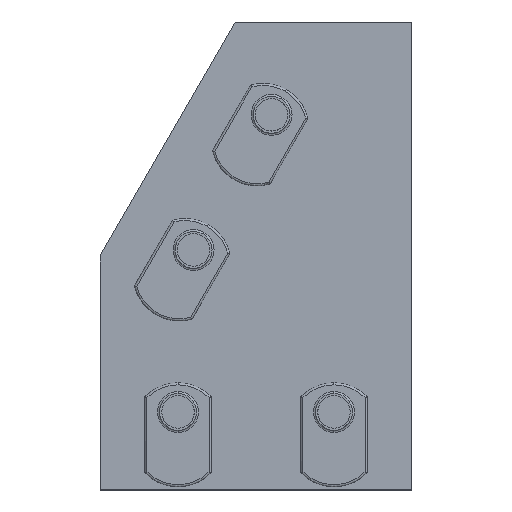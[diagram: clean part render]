
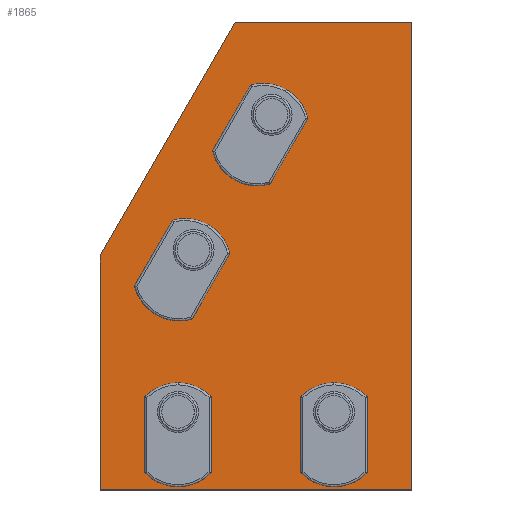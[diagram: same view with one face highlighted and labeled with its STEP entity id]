
A CAD part, top view. The second image highlights one B-rep face of the part: STEP entity #1865.
In plain terms, the highlighted planar face has unit normal (0, 0, 1).
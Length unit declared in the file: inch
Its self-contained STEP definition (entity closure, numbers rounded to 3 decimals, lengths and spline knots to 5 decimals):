
#25 = EDGE_CURVE ( 'NONE', #1984, #66, #290, .T. ) ;
#28 = VERTEX_POINT ( 'NONE', #310 ) ;
#32 = ORIENTED_EDGE ( 'NONE', *, *, #88, .F. ) ;
#33 = EDGE_CURVE ( 'NONE', #85, #28, #380, .T. ) ;
#53 = ORIENTED_EDGE ( 'NONE', *, *, #1710, .T. ) ;
#64 = EDGE_CURVE ( 'NONE', #76, #831, #698, .T. ) ;
#66 = VERTEX_POINT ( 'NONE', #704 ) ;
#76 = VERTEX_POINT ( 'NONE', #768 ) ;
#80 = ORIENTED_EDGE ( 'NONE', *, *, #64, .F. ) ;
#85 = VERTEX_POINT ( 'NONE', #842 ) ;
#88 = EDGE_CURVE ( 'NONE', #831, #76, #887, .T. ) ;
#91 = EDGE_CURVE ( 'NONE', #1903, #1952, #908, .T. ) ;
#95 = EDGE_LOOP ( 'NONE', ( #80, #32 ) ) ;
#98 = ORIENTED_EDGE ( 'NONE', *, *, #91, .F. ) ;
#119 = CARTESIAN_POINT ( 'NONE',  ( 0., 2.25, 0.25 ) ) ;
#168 = CARTESIAN_POINT ( 'NONE',  ( 0.736, 2.308, 0.25 ) ) ;
#192 = CARTESIAN_POINT ( 'NONE',  ( 2.086, 0.75, 0.25 ) ) ;
#203 = ORIENTED_EDGE ( 'NONE', *, *, #1923, .F. ) ;
#263 = CARTESIAN_POINT ( 'NONE',  ( 1.814, 3.60704, 0.25 ) ) ;
#275 = CIRCLE ( 'NONE', #276, 0.164 ) ;
#276 = AXIS2_PLACEMENT_3D ( 'NONE', #277, #278, #279 ) ;
#277 = CARTESIAN_POINT ( 'NONE',  ( 1.65, 3.60704, 0.25 ) ) ;
#278 = DIRECTION ( 'NONE',  ( 0., 0., 1. ) ) ;
#279 = DIRECTION ( 'NONE',  ( 1., 0., 0. ) ) ;
#290 = LINE ( 'NONE', #291, #292 ) ;
#291 = CARTESIAN_POINT ( 'NONE',  ( 0., 0., 0.25 ) ) ;
#292 = VECTOR ( 'NONE', #293, 39.37008 ) ;
#293 = DIRECTION ( 'NONE',  ( 1., 0., 0. ) ) ;
#310 = CARTESIAN_POINT ( 'NONE',  ( 0.914, 0.75, 0.25 ) ) ;
#311 = LINE ( 'NONE', #312, #313 ) ;
#312 = CARTESIAN_POINT ( 'NONE',  ( 3., 0., 0.25 ) ) ;
#313 = VECTOR ( 'NONE', #314, 39.37008 ) ;
#314 = DIRECTION ( 'NONE',  ( 0., 1., 0. ) ) ;
#355 = LINE ( 'NONE', #356, #357 ) ;
#356 = CARTESIAN_POINT ( 'NONE',  ( 0., 2.25, 0.25 ) ) ;
#357 = VECTOR ( 'NONE', #358, 39.37008 ) ;
#358 = DIRECTION ( 'NONE',  ( 0., -1., 0. ) ) ;
#374 = CARTESIAN_POINT ( 'NONE',  ( 0., 0., 0.25 ) ) ;
#380 = CIRCLE ( 'NONE', #381, 0.164 ) ;
#381 = AXIS2_PLACEMENT_3D ( 'NONE', #382, #383, #384 ) ;
#382 = CARTESIAN_POINT ( 'NONE',  ( 0.75, 0.75, 0.25 ) ) ;
#383 = DIRECTION ( 'NONE',  ( 0., 0., 1. ) ) ;
#384 = DIRECTION ( 'NONE',  ( 1., 0., 0. ) ) ;
#399 = CIRCLE ( 'NONE', #400, 0.164 ) ;
#400 = AXIS2_PLACEMENT_3D ( 'NONE', #401, #402, #403 ) ;
#401 = CARTESIAN_POINT ( 'NONE',  ( 1.65, 3.60704, 0.25 ) ) ;
#402 = DIRECTION ( 'NONE',  ( 0., 0., 1. ) ) ;
#403 = DIRECTION ( 'NONE',  ( 1., 0., 0. ) ) ;
#435 = LINE ( 'NONE', #436, #437 ) ;
#436 = CARTESIAN_POINT ( 'NONE',  ( 3., 4.5, 0.25 ) ) ;
#437 = VECTOR ( 'NONE', #438, 39.37008 ) ;
#438 = DIRECTION ( 'NONE',  ( -1., 0., 0. ) ) ;
#468 = CARTESIAN_POINT ( 'NONE',  ( 1.064, 2.308, 0.25 ) ) ;
#540 = EDGE_LOOP ( 'NONE', ( #98, #203 ) ) ;
#649 = CIRCLE ( 'NONE', #650, 0.164 ) ;
#650 = AXIS2_PLACEMENT_3D ( 'NONE', #651, #652, #653 ) ;
#651 = CARTESIAN_POINT ( 'NONE',  ( 0.9, 2.308, 0.25 ) ) ;
#652 = DIRECTION ( 'NONE',  ( 0., 0., 1. ) ) ;
#653 = DIRECTION ( 'NONE',  ( 1., 0., 0. ) ) ;
#698 = CIRCLE ( 'NONE', #699, 0.164 ) ;
#699 = AXIS2_PLACEMENT_3D ( 'NONE', #700, #701, #702 ) ;
#700 = CARTESIAN_POINT ( 'NONE',  ( 2.25, 0.75, 0.25 ) ) ;
#701 = DIRECTION ( 'NONE',  ( 0., 0., 1. ) ) ;
#702 = DIRECTION ( 'NONE',  ( 1., 0., 0. ) ) ;
#704 = CARTESIAN_POINT ( 'NONE',  ( 3., 0., 0.25 ) ) ;
#705 = LINE ( 'NONE', #706, #707 ) ;
#706 = CARTESIAN_POINT ( 'NONE',  ( 1.29904, 4.5, 0.25 ) ) ;
#707 = VECTOR ( 'NONE', #708, 39.37008 ) ;
#708 = DIRECTION ( 'NONE',  ( -0.5, -0.866, 0. ) ) ;
#765 = ORIENTED_EDGE ( 'NONE', *, *, #1001, .F. ) ;
#768 = CARTESIAN_POINT ( 'NONE',  ( 2.414, 0.75, 0.25 ) ) ;
#779 = CARTESIAN_POINT ( 'NONE',  ( 1.486, 3.60704, 0.25 ) ) ;
#790 = CARTESIAN_POINT ( 'NONE',  ( 3., 4.5, 0.25 ) ) ;
#798 = CIRCLE ( 'NONE', #799, 0.164 ) ;
#799 = AXIS2_PLACEMENT_3D ( 'NONE', #800, #801, #802 ) ;
#800 = CARTESIAN_POINT ( 'NONE',  ( 0.75, 0.75, 0.25 ) ) ;
#801 = DIRECTION ( 'NONE',  ( 0., 0., 1. ) ) ;
#802 = DIRECTION ( 'NONE',  ( 1., 0., 0. ) ) ;
#831 = VERTEX_POINT ( 'NONE', #192 ) ;
#842 = CARTESIAN_POINT ( 'NONE',  ( 0.586, 0.75, 0.25 ) ) ;
#887 = CIRCLE ( 'NONE', #888, 0.164 ) ;
#888 = AXIS2_PLACEMENT_3D ( 'NONE', #889, #890, #891 ) ;
#889 = CARTESIAN_POINT ( 'NONE',  ( 2.25, 0.75, 0.25 ) ) ;
#890 = DIRECTION ( 'NONE',  ( 0., 0., 1. ) ) ;
#891 = DIRECTION ( 'NONE',  ( 1., 0., 0. ) ) ;
#908 = CIRCLE ( 'NONE', #909, 0.164 ) ;
#909 = AXIS2_PLACEMENT_3D ( 'NONE', #910, #911, #912 ) ;
#910 = CARTESIAN_POINT ( 'NONE',  ( 0.9, 2.308, 0.25 ) ) ;
#911 = DIRECTION ( 'NONE',  ( 0., 0., 1. ) ) ;
#912 = DIRECTION ( 'NONE',  ( 1., 0., 0. ) ) ;
#921 = CARTESIAN_POINT ( 'NONE',  ( 1.29904, 4.5, 0.25 ) ) ;
#950 = VERTEX_POINT ( 'NONE', #263 ) ;
#954 = FACE_BOUND ( 'NONE', #1844, .T. ) ;
#955 = FACE_BOUND ( 'NONE', #540, .T. ) ;
#956 = FACE_BOUND ( 'NONE', #95, .T. ) ;
#957 = FACE_BOUND ( 'NONE', #1933, .T. ) ;
#958 = FACE_OUTER_BOUND ( 'NONE', #2117, .T. ) ;
#959 = PLANE ( 'NONE',  #960 ) ;
#960 = AXIS2_PLACEMENT_3D ( 'NONE', #961, #962, #963 ) ;
#961 = CARTESIAN_POINT ( 'NONE',  ( 0., 0., 0.25 ) ) ;
#962 = DIRECTION ( 'NONE',  ( 0., 0., 1. ) ) ;
#963 = DIRECTION ( 'NONE',  ( 1., 0., 0. ) ) ;
#1001 = EDGE_CURVE ( 'NONE', #1825, #950, #275, .T. ) ;
#1243 = EDGE_CURVE ( 'NONE', #950, #1825, #399, .T. ) ;
#1459 = ORIENTED_EDGE ( 'NONE', *, *, #33, .F. ) ;
#1602 = ORIENTED_EDGE ( 'NONE', *, *, #1243, .F. ) ;
#1710 = EDGE_CURVE ( 'NONE', #1857, #1943, #705, .T. ) ;
#1825 = VERTEX_POINT ( 'NONE', #779 ) ;
#1827 = VERTEX_POINT ( 'NONE', #790 ) ;
#1832 = EDGE_CURVE ( 'NONE', #28, #85, #798, .T. ) ;
#1844 = EDGE_LOOP ( 'NONE', ( #1602, #765 ) ) ;
#1857 = VERTEX_POINT ( 'NONE', #921 ) ;
#1865 = ADVANCED_FACE ( 'NONE', ( #954, #955, #956, #957, #958 ), #959, .T. ) ;
#1866 = ORIENTED_EDGE ( 'NONE', *, *, #2108, .T. ) ;
#1874 = ORIENTED_EDGE ( 'NONE', *, *, #1832, .F. ) ;
#1898 = EDGE_CURVE ( 'NONE', #1827, #1857, #435, .T. ) ;
#1903 = VERTEX_POINT ( 'NONE', #468 ) ;
#1923 = EDGE_CURVE ( 'NONE', #1952, #1903, #649, .T. ) ;
#1933 = EDGE_LOOP ( 'NONE', ( #1874, #1459 ) ) ;
#1943 = VERTEX_POINT ( 'NONE', #119 ) ;
#1952 = VERTEX_POINT ( 'NONE', #168 ) ;
#1975 = ORIENTED_EDGE ( 'NONE', *, *, #25, .T. ) ;
#1984 = VERTEX_POINT ( 'NONE', #374 ) ;
#1993 = ORIENTED_EDGE ( 'NONE', *, *, #2113, .T. ) ;
#2081 = ORIENTED_EDGE ( 'NONE', *, *, #1898, .T. ) ;
#2108 = EDGE_CURVE ( 'NONE', #66, #1827, #311, .T. ) ;
#2113 = EDGE_CURVE ( 'NONE', #1943, #1984, #355, .T. ) ;
#2117 = EDGE_LOOP ( 'NONE', ( #1993, #1975, #1866, #2081, #53 ) ) ;
